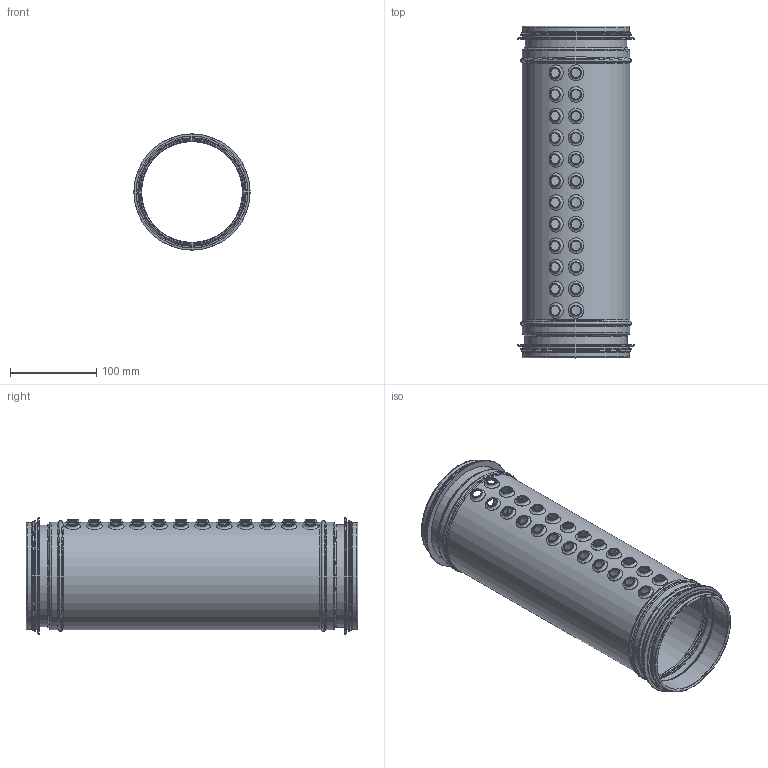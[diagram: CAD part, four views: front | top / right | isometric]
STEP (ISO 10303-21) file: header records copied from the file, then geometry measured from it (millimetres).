
FILE_DESCRIPTION((''),'2;1');
FILE_NAME('HID-125-01-100.stp','2014-03-05T13:38:35',(''),(''),'Autodesk Inventor 2013','Autodesk Inventor 2013','');
FILE_SCHEMA(('AUTOMOTIVE_DESIGN { 1 2 10303 214 0 1 1 1 }'));
Length unit declared in the file: millimetre
Products named in the file (3): HID-125-01-100; HID-125-01-rörämne; 999004
Assembly tree (3 placements, depth 2):
  HID-125-01-100
    HID-125-01-rörämne
    999004  x2
Bounding box: 134.45 x 383.89 x 134.45 mm (x, y, z)
Volume: 135286 mm3; surface area: 351645 mm2
Topology: 3 solids, 3 shells, 210 faces, 446 edges, 272 vertices
Faces by surface type: cylinder 74, bspline 48, plane 36, torus 36, cone 16
Full cylindrical faces by diameter (mm): 11 x24, 12.4 x24, 116.6 x1, 116.76 x1, 118 x1, 118.16 x1, 120.45 x2, 122.4 x2, 122.6 x3, 123.05 x6, 123.8 x2, 124 x3, 129.45 x2, 134.45 x2
Entity records: 9877 total; most frequent: CARTESIAN_POINT 6404, DIRECTION 632, ORIENTED_EDGE 526, EDGE_LOOP 382, AXIS2_PLACEMENT_3D 316, EDGE_CURVE 263, VERTEX_POINT 215, FACE_OUTER_BOUND 191
